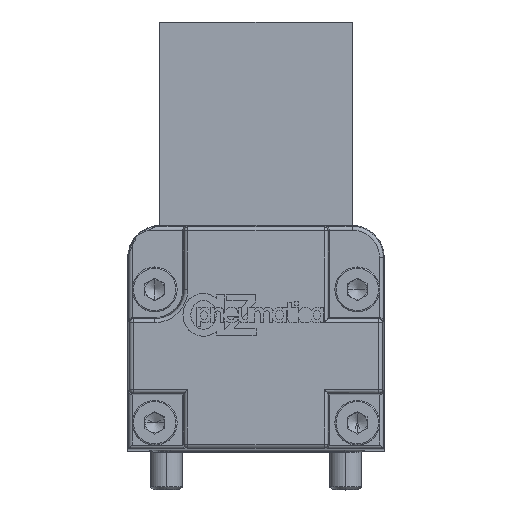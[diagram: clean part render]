
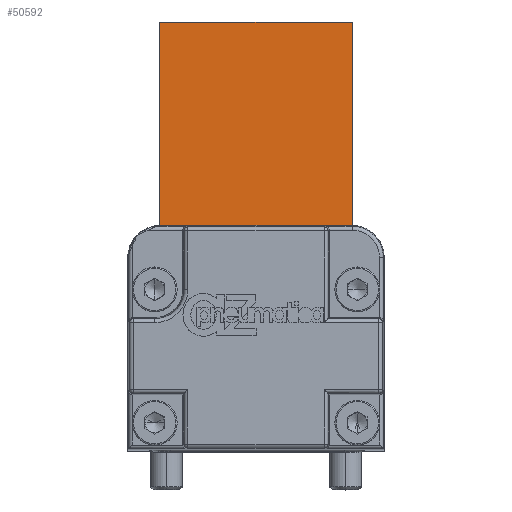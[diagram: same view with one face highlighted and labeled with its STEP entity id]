
A CAD part, top view. The second image highlights one B-rep face of the part: STEP entity #50592.
In plain terms, the highlighted planar face has unit normal (0, 0, 1).
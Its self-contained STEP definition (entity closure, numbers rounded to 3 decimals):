
#791 = ORIENTED_EDGE ( 'NONE', *, *, #41463, .T. ) ;
#1007 = DIRECTION ( 'NONE',  ( -1., 0., 0. ) ) ;
#2746 = ORIENTED_EDGE ( 'NONE', *, *, #60488, .T. ) ;
#4385 = VECTOR ( 'NONE', #51219, 1000. ) ;
#5191 = CARTESIAN_POINT ( 'NONE',  ( 5., 34.7, 18.05 ) ) ;
#8943 = VERTEX_POINT ( 'NONE', #32092 ) ;
#11736 = DIRECTION ( 'NONE',  ( 1., 0., 0. ) ) ;
#12529 = VERTEX_POINT ( 'NONE', #15614 ) ;
#15614 = CARTESIAN_POINT ( 'NONE',  ( 35., 66.7, 18.05 ) ) ;
#17964 = PLANE ( 'NONE',  #82994 ) ;
#18828 = VECTOR ( 'NONE', #31604, 1000. ) ;
#18851 = CARTESIAN_POINT ( 'NONE',  ( 5., 34.7, 18.05 ) ) ;
#31221 = EDGE_CURVE ( 'NONE', #43136, #12529, #70681, .T. ) ;
#31604 = DIRECTION ( 'NONE',  ( 0., 1., 0. ) ) ;
#31683 = CARTESIAN_POINT ( 'NONE',  ( 5., 34.7, 18.05 ) ) ;
#31850 = VECTOR ( 'NONE', #1007, 1000. ) ;
#32092 = CARTESIAN_POINT ( 'NONE',  ( 5., 66.7, 18.05 ) ) ;
#33923 = LINE ( 'NONE', #78825, #31850 ) ;
#35987 = LINE ( 'NONE', #79221, #81787 ) ;
#38683 = VERTEX_POINT ( 'NONE', #31683 ) ;
#38865 = LINE ( 'NONE', #18851, #4385 ) ;
#41463 = EDGE_CURVE ( 'NONE', #8943, #38683, #38865, .T. ) ;
#43136 = VERTEX_POINT ( 'NONE', #44567 ) ;
#44442 = ORIENTED_EDGE ( 'NONE', *, *, #31221, .T. ) ;
#44567 = CARTESIAN_POINT ( 'NONE',  ( 35., 34.7, 18.05 ) ) ;
#50566 = DIRECTION ( 'NONE',  ( 0., 0., 1. ) ) ;
#50592 = ADVANCED_FACE ( 'NONE', ( #54175 ), #17964, .T. ) ;
#51219 = DIRECTION ( 'NONE',  ( 0., -1., 0. ) ) ;
#53063 = DIRECTION ( 'NONE',  ( 1., 0., 0. ) ) ;
#54175 = FACE_OUTER_BOUND ( 'NONE', #55983, .T. ) ;
#55983 = EDGE_LOOP ( 'NONE', ( #66773, #44442, #2746, #791 ) ) ;
#60488 = EDGE_CURVE ( 'NONE', #12529, #8943, #33923, .T. ) ;
#61952 = EDGE_CURVE ( 'NONE', #38683, #43136, #35987, .T. ) ;
#64088 = CARTESIAN_POINT ( 'NONE',  ( 35., 34.7, 18.05 ) ) ;
#66773 = ORIENTED_EDGE ( 'NONE', *, *, #61952, .T. ) ;
#70681 = LINE ( 'NONE', #64088, #18828 ) ;
#78825 = CARTESIAN_POINT ( 'NONE',  ( 5., 66.7, 18.05 ) ) ;
#79221 = CARTESIAN_POINT ( 'NONE',  ( 5., 34.7, 18.05 ) ) ;
#81787 = VECTOR ( 'NONE', #53063, 1000. ) ;
#82994 = AXIS2_PLACEMENT_3D ( 'NONE', #5191, #50566, #11736 ) ;
